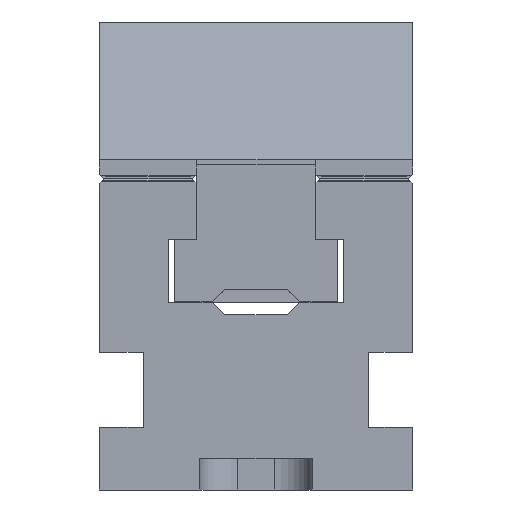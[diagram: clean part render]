
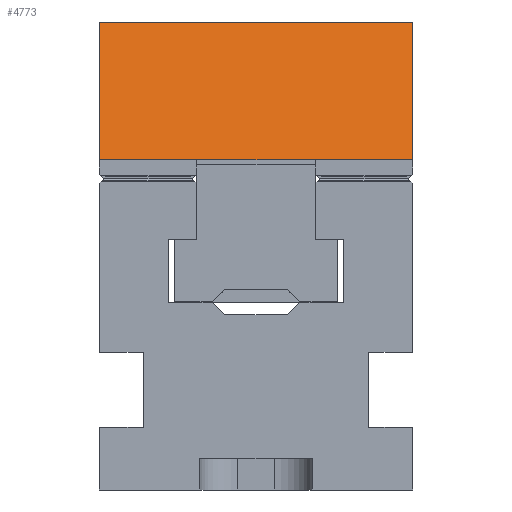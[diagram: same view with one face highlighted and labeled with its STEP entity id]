
A CAD part, front view. The second image highlights one B-rep face of the part: STEP entity #4773.
In plain terms, the highlighted face is planar.
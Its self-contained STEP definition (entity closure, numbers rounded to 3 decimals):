
#4773 = ADVANCED_FACE( '', ( #11301 ), #11302, .T. );
#11301 = FACE_OUTER_BOUND( '', #19711, .T. );
#11302 = PLANE( '', #19712 );
#19711 = EDGE_LOOP( '', ( #33539, #33540, #33541, #33542, #33543, #33544, #33545, #33546 ) );
#19712 = AXIS2_PLACEMENT_3D( '', #33547, #33548, #33549 );
#33539 = ORIENTED_EDGE( '', *, *, #53606, .F. );
#33540 = ORIENTED_EDGE( '', *, *, #56898, .T. );
#33541 = ORIENTED_EDGE( '', *, *, #53195, .F. );
#33542 = ORIENTED_EDGE( '', *, *, #56899, .F. );
#33543 = ORIENTED_EDGE( '', *, *, #56900, .T. );
#33544 = ORIENTED_EDGE( '', *, *, #53741, .T. );
#33545 = ORIENTED_EDGE( '', *, *, #56901, .F. );
#33546 = ORIENTED_EDGE( '', *, *, #53152, .F. );
#33547 = CARTESIAN_POINT( '', ( 25., 19.1, 12.5 ) );
#33548 = DIRECTION( '', ( 0., 0.966, 0.259 ) );
#33549 = DIRECTION( '', ( 0., -0.259, 0.966 ) );
#53152 = EDGE_CURVE( '', #64665, #64667, #64668, .T. );
#53195 = EDGE_CURVE( '', #64740, #64742, #64743, .T. );
#53606 = EDGE_CURVE( '', #65459, #64665, #65461, .T. );
#53741 = EDGE_CURVE( '', #65685, #65693, #65695, .T. );
#56898 = EDGE_CURVE( '', #65459, #64742, #70957, .T. );
#56899 = EDGE_CURVE( '', #70958, #64740, #70959, .T. );
#56900 = EDGE_CURVE( '', #70958, #65685, #70960, .T. );
#56901 = EDGE_CURVE( '', #64667, #65693, #70961, .T. );
#64665 = VERTEX_POINT( '', #81512 );
#64667 = VERTEX_POINT( '', #81515 );
#64668 = LINE( '', #81516, #81517 );
#64740 = VERTEX_POINT( '', #81621 );
#64742 = VERTEX_POINT( '', #81624 );
#64743 = LINE( '', #81625, #81626 );
#65459 = VERTEX_POINT( '', #82663 );
#65461 = LINE( '', #82666, #82667 );
#65685 = VERTEX_POINT( '', #82988 );
#65693 = VERTEX_POINT( '', #83000 );
#65695 = LINE( '', #83003, #83004 );
#70957 = LINE( '', #90895, #90896 );
#70958 = VERTEX_POINT( '', #90897 );
#70959 = LINE( '', #90898, #90899 );
#70960 = LINE( '', #90900, #90901 );
#70961 = LINE( '', #90902, #90903 );
#81512 = CARTESIAN_POINT( '', ( -9.5, 24.995, -9.5 ) );
#81515 = CARTESIAN_POINT( '', ( 9.5, 24.995, -9.5 ) );
#81516 = CARTESIAN_POINT( '', ( 25., 24.995, -9.5 ) );
#81517 = VECTOR( '', #103530, 1000. );
#81621 = CARTESIAN_POINT( '', ( -25., 19.1, 12.5 ) );
#81624 = CARTESIAN_POINT( '', ( -25., 25., -9.519 ) );
#81625 = CARTESIAN_POINT( '', ( -25., 19.1, 12.5 ) );
#81626 = VECTOR( '', #103567, 1000. );
#82663 = CARTESIAN_POINT( '', ( -9.5, 25., -9.519 ) );
#82666 = CARTESIAN_POINT( '', ( -9.5, 19.1, 12.5 ) );
#82667 = VECTOR( '', #103932, 1000. );
#82988 = CARTESIAN_POINT( '', ( 25., 25., -9.519 ) );
#83000 = CARTESIAN_POINT( '', ( 9.5, 25., -9.519 ) );
#83003 = CARTESIAN_POINT( '', ( 25., 25., -9.519 ) );
#83004 = VECTOR( '', #104044, 1000. );
#90895 = CARTESIAN_POINT( '', ( 25., 25., -9.519 ) );
#90896 = VECTOR( '', #106798, 1000. );
#90897 = CARTESIAN_POINT( '', ( 25., 19.1, 12.5 ) );
#90898 = CARTESIAN_POINT( '', ( 25., 19.1, 12.5 ) );
#90899 = VECTOR( '', #106799, 1000. );
#90900 = CARTESIAN_POINT( '', ( 25., 19.1, 12.5 ) );
#90901 = VECTOR( '', #106800, 1000. );
#90902 = CARTESIAN_POINT( '', ( 9.5, 19.1, 12.5 ) );
#90903 = VECTOR( '', #106801, 1000. );
#103530 = DIRECTION( '', ( 1., 0., 0. ) );
#103567 = DIRECTION( '', ( 0., 0.259, -0.966 ) );
#103932 = DIRECTION( '', ( 0., -0.259, 0.966 ) );
#104044 = DIRECTION( '', ( -1., 0., 0. ) );
#106798 = DIRECTION( '', ( -1., 0., 0. ) );
#106799 = DIRECTION( '', ( -1., 0., 0. ) );
#106800 = DIRECTION( '', ( 0., 0.259, -0.966 ) );
#106801 = DIRECTION( '', ( 0., 0.259, -0.966 ) );
